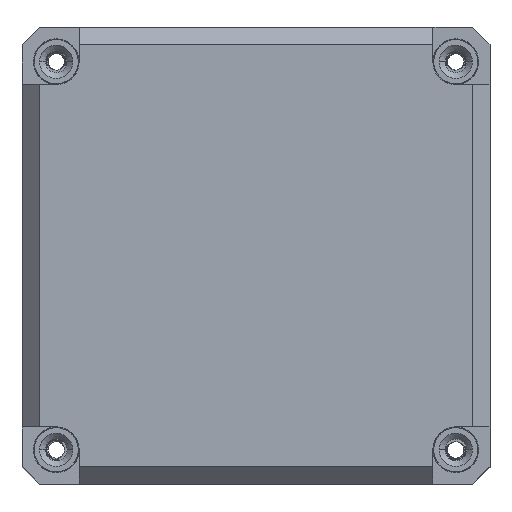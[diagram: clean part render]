
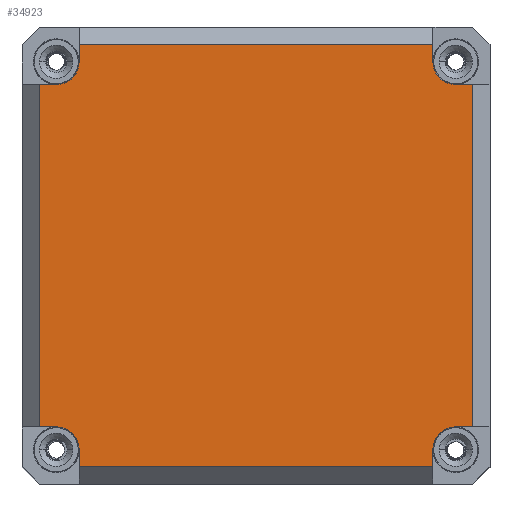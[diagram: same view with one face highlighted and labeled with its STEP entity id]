
A CAD part, top view. The second image highlights one B-rep face of the part: STEP entity #34923.
In plain terms, the highlighted planar face has unit normal (0, 0, 1).
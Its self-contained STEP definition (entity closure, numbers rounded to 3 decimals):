
#30143=DIRECTION('',(0.,1.,0.));
#30144=VECTOR('',#30143,59.948);
#30145=CARTESIAN_POINT('',(38.,-29.974,15.));
#30146=LINE('',#30145,#30144);
#30151=DIRECTION('',(0.,1.,0.));
#30152=VECTOR('',#30151,3.);
#30153=CARTESIAN_POINT('',(-30.974,-37.,15.));
#30154=LINE('',#30153,#30152);
#30155=CARTESIAN_POINT('',(-35.,-34.,15.));
#30156=DIRECTION('',(0.,0.,1.));
#30157=DIRECTION('',(1.,0.,0.));
#30158=AXIS2_PLACEMENT_3D('',#30155,#30156,#30157);
#30160=DIRECTION('',(1.,0.,0.));
#30161=VECTOR('',#30160,3.);
#30162=CARTESIAN_POINT('',(-38.,-29.974,15.));
#30163=LINE('',#30162,#30161);
#30164=DIRECTION('',(1.,0.,0.));
#30165=VECTOR('',#30164,3.);
#30166=CARTESIAN_POINT('',(-38.,29.974,15.));
#30167=LINE('',#30166,#30165);
#30168=CARTESIAN_POINT('',(-35.,34.,15.));
#30169=DIRECTION('',(0.,0.,1.));
#30170=DIRECTION('',(0.,-1.,0.));
#30171=AXIS2_PLACEMENT_3D('',#30168,#30169,#30170);
#30173=DIRECTION('',(0.,-1.,0.));
#30174=VECTOR('',#30173,3.);
#30175=CARTESIAN_POINT('',(-30.974,37.,15.));
#30176=LINE('',#30175,#30174);
#30177=DIRECTION('',(1.,0.,0.));
#30178=VECTOR('',#30177,61.948);
#30179=CARTESIAN_POINT('',(-30.974,37.,15.));
#30180=LINE('',#30179,#30178);
#30181=DIRECTION('',(0.,-1.,0.));
#30182=VECTOR('',#30181,3.);
#30183=CARTESIAN_POINT('',(30.974,37.,15.));
#30184=LINE('',#30183,#30182);
#30185=CARTESIAN_POINT('',(35.,34.,15.));
#30186=DIRECTION('',(0.,0.,1.));
#30187=DIRECTION('',(-1.,0.,0.));
#30188=AXIS2_PLACEMENT_3D('',#30185,#30186,#30187);
#30190=DIRECTION('',(-1.,0.,0.));
#30191=VECTOR('',#30190,3.);
#30192=CARTESIAN_POINT('',(38.,29.974,15.));
#30193=LINE('',#30192,#30191);
#30194=DIRECTION('',(-1.,0.,0.));
#30195=VECTOR('',#30194,3.);
#30196=CARTESIAN_POINT('',(38.,-29.974,15.));
#30197=LINE('',#30196,#30195);
#30198=CARTESIAN_POINT('',(35.,-34.,15.));
#30199=DIRECTION('',(0.,0.,1.));
#30200=DIRECTION('',(0.,1.,0.));
#30201=AXIS2_PLACEMENT_3D('',#30198,#30199,#30200);
#30203=DIRECTION('',(0.,1.,0.));
#30204=VECTOR('',#30203,3.);
#30205=CARTESIAN_POINT('',(30.974,-37.,15.));
#30206=LINE('',#30205,#30204);
#30211=DIRECTION('',(1.,0.,0.));
#30212=VECTOR('',#30211,61.948);
#30213=CARTESIAN_POINT('',(-30.974,-37.,15.));
#30214=LINE('',#30213,#30212);
#30261=DIRECTION('',(0.,-1.,0.));
#30262=VECTOR('',#30261,59.948);
#30263=CARTESIAN_POINT('',(-38.,29.974,15.));
#30264=LINE('',#30263,#30262);
#33347=CARTESIAN_POINT('',(30.974,37.,15.));
#33348=CARTESIAN_POINT('',(30.974,34.,15.));
#33349=VERTEX_POINT('',#33347);
#33350=VERTEX_POINT('',#33348);
#33351=CARTESIAN_POINT('',(35.,29.974,15.));
#33352=VERTEX_POINT('',#33351);
#33353=CARTESIAN_POINT('',(38.,29.974,15.));
#33354=VERTEX_POINT('',#33353);
#33355=CARTESIAN_POINT('',(-35.,29.974,15.));
#33356=CARTESIAN_POINT('',(-30.974,34.,15.));
#33357=VERTEX_POINT('',#33355);
#33358=VERTEX_POINT('',#33356);
#33359=CARTESIAN_POINT('',(-30.974,37.,15.));
#33360=VERTEX_POINT('',#33359);
#33361=CARTESIAN_POINT('',(-38.,29.974,15.));
#33362=VERTEX_POINT('',#33361);
#33363=CARTESIAN_POINT('',(38.,-29.974,15.));
#33364=CARTESIAN_POINT('',(35.,-29.974,15.));
#33365=VERTEX_POINT('',#33363);
#33366=VERTEX_POINT('',#33364);
#33367=CARTESIAN_POINT('',(30.974,-34.,15.));
#33368=VERTEX_POINT('',#33367);
#33369=CARTESIAN_POINT('',(30.974,-37.,15.));
#33370=VERTEX_POINT('',#33369);
#33371=CARTESIAN_POINT('',(-38.,-29.974,15.));
#33372=CARTESIAN_POINT('',(-35.,-29.974,15.));
#33373=VERTEX_POINT('',#33371);
#33374=VERTEX_POINT('',#33372);
#33375=CARTESIAN_POINT('',(-30.974,-37.,15.));
#33376=CARTESIAN_POINT('',(-30.974,-34.,15.));
#33377=VERTEX_POINT('',#33375);
#33378=VERTEX_POINT('',#33376);
#34890=CARTESIAN_POINT('',(0.,0.,15.));
#34891=DIRECTION('',(0.,0.,1.));
#34892=DIRECTION('',(1.,0.,0.));
#34893=AXIS2_PLACEMENT_3D('',#34890,#34891,#34892);
#34894=PLANE('',#34893);
#34896=ORIENTED_EDGE('',*,*,#34895,.F.);
#34898=ORIENTED_EDGE('',*,*,#34897,.T.);
#34899=ORIENTED_EDGE('',*,*,#34607,.T.);
#34901=ORIENTED_EDGE('',*,*,#34900,.F.);
#34903=ORIENTED_EDGE('',*,*,#34902,.F.);
#34905=ORIENTED_EDGE('',*,*,#34904,.T.);
#34906=ORIENTED_EDGE('',*,*,#34752,.T.);
#34907=ORIENTED_EDGE('',*,*,#34795,.F.);
#34908=ORIENTED_EDGE('',*,*,#34810,.T.);
#34910=ORIENTED_EDGE('',*,*,#34909,.T.);
#34912=ORIENTED_EDGE('',*,*,#34911,.T.);
#34913=ORIENTED_EDGE('',*,*,#34883,.F.);
#34914=ORIENTED_EDGE('',*,*,#34871,.F.);
#34916=ORIENTED_EDGE('',*,*,#34915,.T.);
#34918=ORIENTED_EDGE('',*,*,#34917,.T.);
#34920=ORIENTED_EDGE('',*,*,#34919,.F.);
#34921=EDGE_LOOP('',(#34896,#34898,#34899,#34901,#34903,#34905,#34906,#34907,
#34908,#34910,#34912,#34913,#34914,#34916,#34918,#34920));
#34922=FACE_OUTER_BOUND('',#34921,.F.);
#34923=ADVANCED_FACE('',(#34922),#34894,.T.);
#30159=CIRCLE('',#30158,4.026);
#30172=CIRCLE('',#30171,4.026);
#30189=CIRCLE('',#30188,4.026);
#30202=CIRCLE('',#30201,4.026);
#34607=EDGE_CURVE('',#33378,#33374,#30159,.T.);
#34752=EDGE_CURVE('',#33357,#33358,#30172,.T.);
#34795=EDGE_CURVE('',#33360,#33358,#30176,.T.);
#34810=EDGE_CURVE('',#33360,#33349,#30180,.T.);
#34871=EDGE_CURVE('',#33365,#33354,#30146,.T.);
#34883=EDGE_CURVE('',#33354,#33352,#30193,.T.);
#34895=EDGE_CURVE('',#33377,#33370,#30214,.T.);
#34897=EDGE_CURVE('',#33377,#33378,#30154,.T.);
#34900=EDGE_CURVE('',#33373,#33374,#30163,.T.);
#34902=EDGE_CURVE('',#33362,#33373,#30264,.T.);
#34904=EDGE_CURVE('',#33362,#33357,#30167,.T.);
#34909=EDGE_CURVE('',#33349,#33350,#30184,.T.);
#34911=EDGE_CURVE('',#33350,#33352,#30189,.T.);
#34915=EDGE_CURVE('',#33365,#33366,#30197,.T.);
#34917=EDGE_CURVE('',#33366,#33368,#30202,.T.);
#34919=EDGE_CURVE('',#33370,#33368,#30206,.T.);
